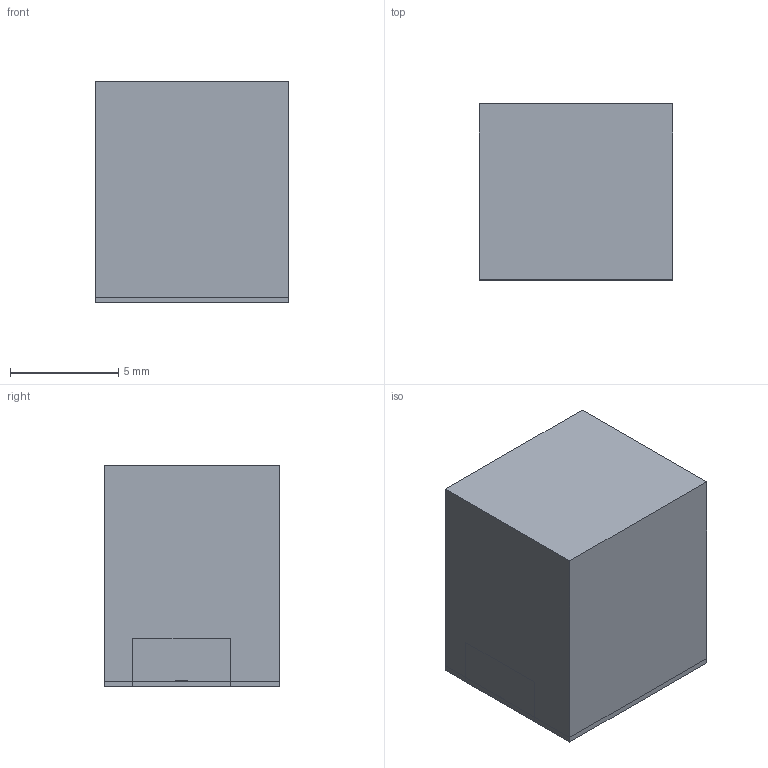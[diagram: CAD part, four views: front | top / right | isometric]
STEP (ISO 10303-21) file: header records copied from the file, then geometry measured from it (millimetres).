
FILE_DESCRIPTION(('STEP AP214'),'1');
FILE_NAME('Notch2.stp','2021-08-17T12:02:29',('user'),(' '),'Spatial InterOp 3D','CST ACIS InterOp Converter 2016',' ');
FILE_SCHEMA(('AUTOMOTIVE_DESIGN { 1 0 10303 214 1 1 1 1 }'));
Length unit declared in the file: millimetre
Products named in the file (1): Air|Air
Bounding box: 8.94 x 8.13 x 10.25 mm (x, y, z)
Volume: 745.7 mm3; surface area: 675.2 mm2
Topology: 12 solids, 14 shells, 74 faces, 152 edges, 104 vertices
Faces by surface type: plane 74
Entity records: 2081 total; most frequent: CARTESIAN_POINT 344, DIRECTION 328, ORIENTED_EDGE 296, EDGE_CURVE 152, LINE 152, VECTOR 152, VERTEX_POINT 104, AXIS2_PLACEMENT_3D 88
